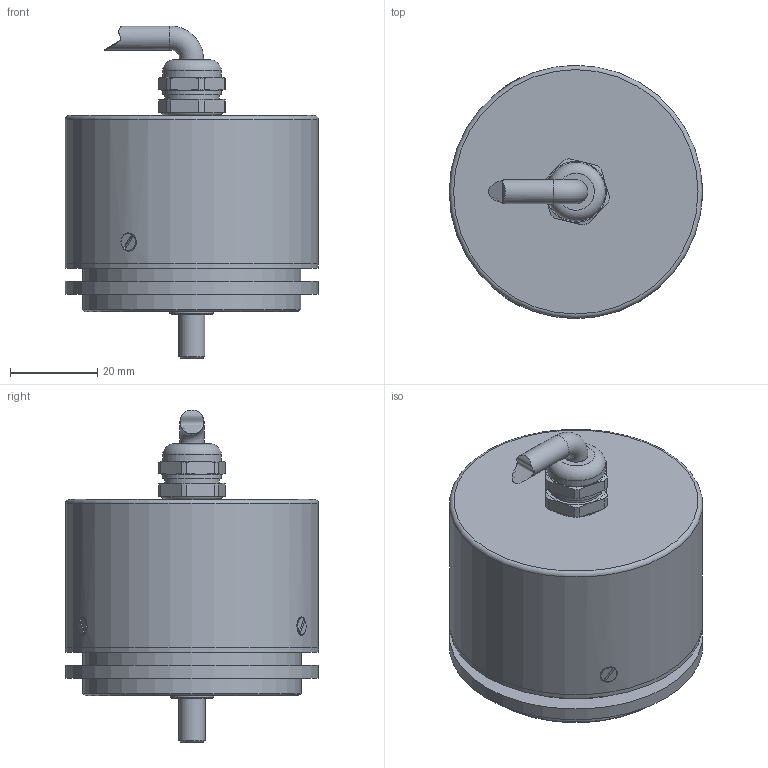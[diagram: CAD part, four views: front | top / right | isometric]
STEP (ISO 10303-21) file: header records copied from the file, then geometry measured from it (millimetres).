
FILE_DESCRIPTION(/* description */ (''),/* implementation_level */ '2;1');
FILE_NAME(/* name */ 'AK58.stp',/* time_stamp */ '2015-03-19T13:49:54+02:00',/* author */ ('EdgarasA'),/* organization */ (''),/* preprocessor_version */ 'ST-DEVELOPER v15.2',/* originating_system */ 'Autodesk Inventor 2014',/* authorisation */ '');
FILE_SCHEMA (('AUTOMOTIVE_DESIGN { 1 0 10303 214 3 1 1 }'));
Length unit declared in the file: millimetre
Products named in the file (1): AK58
Bounding box: 58.1 x 58 x 76.06 mm (x, y, z)
Surface area: 17120.7 mm2 (no closed solid volume)
Topology: 0 solids, 15 shells, 105 faces, 313 edges, 224 vertices
Faces by surface type: plane 43, cylinder 31, cone 26, torus 4, bspline 1
Full cylindrical faces by diameter (mm): 2 x1, 3.242 x3, 5.5 x1, 6 x1, 10 x1, 12.5 x1, 13 x1, 13.44 x2, 19 x1, 50 x2, 58 x3
Entity records: 3599 total; most frequent: CARTESIAN_POINT 877, DIRECTION 562, ORIENTED_EDGE 403, EDGE_CURVE 273, AXIS2_PLACEMENT_3D 237, VERTEX_POINT 219, EDGE_LOOP 159, CIRCLE 132
